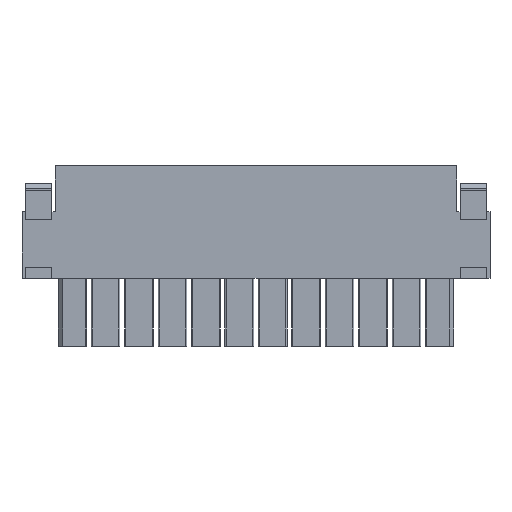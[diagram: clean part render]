
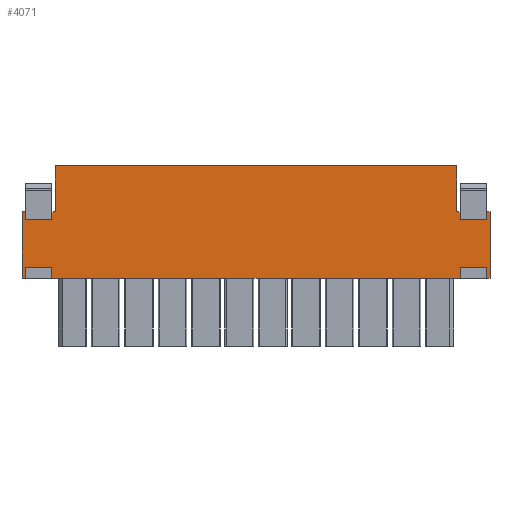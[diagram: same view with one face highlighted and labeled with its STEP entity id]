
A CAD part, front view. The second image highlights one B-rep face of the part: STEP entity #4071.
In plain terms, the highlighted planar face has unit normal (0, -1, 0).
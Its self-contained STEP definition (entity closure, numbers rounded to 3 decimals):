
#3909=AXIS2_PLACEMENT_3D('Plane Axis2P3D',#3906,#3907,#3908) ;
#80=CARTESIAN_POINT('Vertex',(99.845,0.,15.5)) ;
#83=CARTESIAN_POINT('Line Origine',(53.34,0.,15.5)) ;
#87=CARTESIAN_POINT('Vertex',(6.835,0.,15.5)) ;
#2362=CARTESIAN_POINT('Line Origine',(6.835,0.,16.7)) ;
#2366=CARTESIAN_POINT('Vertex',(6.835,0.,17.9)) ;
#2387=CARTESIAN_POINT('Vertex',(6.835,0.,29.)) ;
#2390=CARTESIAN_POINT('Line Origine',(6.835,0.,29.85)) ;
#2394=CARTESIAN_POINT('Vertex',(6.835,0.,30.7)) ;
#3627=CARTESIAN_POINT('Vertex',(7.62,0.,41.15)) ;
#3630=CARTESIAN_POINT('Line Origine',(53.34,0.,41.15)) ;
#3634=CARTESIAN_POINT('Vertex',(99.06,0.,41.15)) ;
#3906=CARTESIAN_POINT('Axis2P3D Location',(7.62,0.,15.5)) ;
#3911=CARTESIAN_POINT('Line Origine',(7.62,0.,35.925)) ;
#3915=CARTESIAN_POINT('Vertex',(7.62,0.,30.7)) ;
#3918=CARTESIAN_POINT('Line Origine',(7.228,0.,30.7)) ;
#3923=CARTESIAN_POINT('Line Origine',(3.81,0.,29.)) ;
#3927=CARTESIAN_POINT('Vertex',(0.785,0.,29.)) ;
#3930=CARTESIAN_POINT('Line Origine',(0.785,0.,29.85)) ;
#3934=CARTESIAN_POINT('Vertex',(0.785,0.,30.7)) ;
#3937=CARTESIAN_POINT('Line Origine',(0.393,0.,30.7)) ;
#3941=CARTESIAN_POINT('Vertex',(0.,0.,30.7)) ;
#3944=CARTESIAN_POINT('Line Origine',(0.,0.,23.1)) ;
#3948=CARTESIAN_POINT('Vertex',(0.,0.,15.5)) ;
#3951=CARTESIAN_POINT('Line Origine',(0.393,0.,15.5)) ;
#3955=CARTESIAN_POINT('Vertex',(0.785,0.,15.5)) ;
#3958=CARTESIAN_POINT('Line Origine',(0.785,0.,16.7)) ;
#3962=CARTESIAN_POINT('Vertex',(0.785,0.,17.9)) ;
#3965=CARTESIAN_POINT('Line Origine',(3.81,0.,17.9)) ;
#3970=CARTESIAN_POINT('Line Origine',(99.845,0.,16.7)) ;
#3974=CARTESIAN_POINT('Vertex',(99.845,0.,17.9)) ;
#3977=CARTESIAN_POINT('Line Origine',(102.87,0.,17.9)) ;
#3981=CARTESIAN_POINT('Vertex',(105.895,0.,17.9)) ;
#3984=CARTESIAN_POINT('Line Origine',(105.895,0.,16.7)) ;
#3988=CARTESIAN_POINT('Vertex',(105.895,0.,15.5)) ;
#3991=CARTESIAN_POINT('Line Origine',(106.288,0.,15.5)) ;
#3995=CARTESIAN_POINT('Vertex',(106.68,0.,15.5)) ;
#3998=CARTESIAN_POINT('Line Origine',(106.68,0.,23.1)) ;
#4002=CARTESIAN_POINT('Vertex',(106.68,0.,30.7)) ;
#4005=CARTESIAN_POINT('Line Origine',(106.288,0.,30.7)) ;
#4009=CARTESIAN_POINT('Vertex',(105.895,0.,30.7)) ;
#4012=CARTESIAN_POINT('Line Origine',(105.895,0.,29.85)) ;
#4016=CARTESIAN_POINT('Vertex',(105.895,0.,29.)) ;
#4019=CARTESIAN_POINT('Line Origine',(102.87,0.,29.)) ;
#4023=CARTESIAN_POINT('Vertex',(99.845,0.,29.)) ;
#4026=CARTESIAN_POINT('Line Origine',(99.845,0.,29.85)) ;
#4030=CARTESIAN_POINT('Vertex',(99.845,0.,30.7)) ;
#4033=CARTESIAN_POINT('Line Origine',(99.453,0.,30.7)) ;
#4037=CARTESIAN_POINT('Vertex',(99.06,0.,30.7)) ;
#4040=CARTESIAN_POINT('Line Origine',(99.06,0.,35.925)) ;
#84=DIRECTION('Vector Direction',(1.,0.,0.)) ;
#2363=DIRECTION('Vector Direction',(0.,0.,1.)) ;
#2391=DIRECTION('Vector Direction',(0.,0.,1.)) ;
#3631=DIRECTION('Vector Direction',(1.,0.,0.)) ;
#3907=DIRECTION('Axis2P3D Direction',(0.,1.,0.)) ;
#3908=DIRECTION('Axis2P3D XDirection',(0.,0.,1.)) ;
#3912=DIRECTION('Vector Direction',(0.,0.,-1.)) ;
#3919=DIRECTION('Vector Direction',(-1.,0.,0.)) ;
#3924=DIRECTION('Vector Direction',(1.,0.,0.)) ;
#3931=DIRECTION('Vector Direction',(0.,0.,-1.)) ;
#3938=DIRECTION('Vector Direction',(1.,0.,0.)) ;
#3945=DIRECTION('Vector Direction',(0.,0.,-1.)) ;
#3952=DIRECTION('Vector Direction',(1.,0.,0.)) ;
#3959=DIRECTION('Vector Direction',(0.,0.,-1.)) ;
#3966=DIRECTION('Vector Direction',(1.,0.,0.)) ;
#3971=DIRECTION('Vector Direction',(0.,0.,1.)) ;
#3978=DIRECTION('Vector Direction',(1.,0.,0.)) ;
#3985=DIRECTION('Vector Direction',(0.,0.,-1.)) ;
#3992=DIRECTION('Vector Direction',(1.,0.,0.)) ;
#3999=DIRECTION('Vector Direction',(0.,0.,-1.)) ;
#4006=DIRECTION('Vector Direction',(1.,0.,0.)) ;
#4013=DIRECTION('Vector Direction',(0.,0.,-1.)) ;
#4020=DIRECTION('Vector Direction',(1.,0.,0.)) ;
#4027=DIRECTION('Vector Direction',(0.,0.,1.)) ;
#4034=DIRECTION('Vector Direction',(1.,0.,0.)) ;
#4041=DIRECTION('Vector Direction',(0.,0.,-1.)) ;
#85=VECTOR('Line Direction',#84,1.) ;
#2364=VECTOR('Line Direction',#2363,1.) ;
#2392=VECTOR('Line Direction',#2391,1.) ;
#3632=VECTOR('Line Direction',#3631,1.) ;
#3913=VECTOR('Line Direction',#3912,1.) ;
#3920=VECTOR('Line Direction',#3919,1.) ;
#3925=VECTOR('Line Direction',#3924,1.) ;
#3932=VECTOR('Line Direction',#3931,1.) ;
#3939=VECTOR('Line Direction',#3938,1.) ;
#3946=VECTOR('Line Direction',#3945,1.) ;
#3953=VECTOR('Line Direction',#3952,1.) ;
#3960=VECTOR('Line Direction',#3959,1.) ;
#3967=VECTOR('Line Direction',#3966,1.) ;
#3972=VECTOR('Line Direction',#3971,1.) ;
#3979=VECTOR('Line Direction',#3978,1.) ;
#3986=VECTOR('Line Direction',#3985,1.) ;
#3993=VECTOR('Line Direction',#3992,1.) ;
#4000=VECTOR('Line Direction',#3999,1.) ;
#4007=VECTOR('Line Direction',#4006,1.) ;
#4014=VECTOR('Line Direction',#4013,1.) ;
#4021=VECTOR('Line Direction',#4020,1.) ;
#4028=VECTOR('Line Direction',#4027,1.) ;
#4035=VECTOR('Line Direction',#4034,1.) ;
#4042=VECTOR('Line Direction',#4041,1.) ;
#4046=ORIENTED_EDGE('',*,*,#3917,.F.) ;
#4047=ORIENTED_EDGE('',*,*,#3922,.T.) ;
#4048=ORIENTED_EDGE('',*,*,#2396,.F.) ;
#4049=ORIENTED_EDGE('',*,*,#3929,.T.) ;
#4050=ORIENTED_EDGE('',*,*,#3936,.T.) ;
#4051=ORIENTED_EDGE('',*,*,#3943,.F.) ;
#4052=ORIENTED_EDGE('',*,*,#3950,.F.) ;
#4053=ORIENTED_EDGE('',*,*,#3957,.T.) ;
#4054=ORIENTED_EDGE('',*,*,#3964,.T.) ;
#4055=ORIENTED_EDGE('',*,*,#3969,.T.) ;
#4056=ORIENTED_EDGE('',*,*,#2368,.F.) ;
#4057=ORIENTED_EDGE('',*,*,#89,.T.) ;
#4058=ORIENTED_EDGE('',*,*,#3976,.T.) ;
#4059=ORIENTED_EDGE('',*,*,#3983,.F.) ;
#4060=ORIENTED_EDGE('',*,*,#3990,.F.) ;
#4061=ORIENTED_EDGE('',*,*,#3997,.F.) ;
#4062=ORIENTED_EDGE('',*,*,#4004,.T.) ;
#4063=ORIENTED_EDGE('',*,*,#4011,.T.) ;
#4064=ORIENTED_EDGE('',*,*,#4018,.F.) ;
#4065=ORIENTED_EDGE('',*,*,#4025,.F.) ;
#4066=ORIENTED_EDGE('',*,*,#4032,.T.) ;
#4067=ORIENTED_EDGE('',*,*,#4039,.F.) ;
#4068=ORIENTED_EDGE('',*,*,#4044,.T.) ;
#4069=ORIENTED_EDGE('',*,*,#3636,.F.) ;
#4071=ADVANCED_FACE('HOUSING',(#4070),#3910,.F.) ;
#89=EDGE_CURVE('',#88,#81,#86,.T.) ;
#2368=EDGE_CURVE('',#88,#2367,#2365,.T.) ;
#2396=EDGE_CURVE('',#2388,#2395,#2393,.T.) ;
#3636=EDGE_CURVE('',#3628,#3635,#3633,.T.) ;
#3917=EDGE_CURVE('',#3916,#3628,#3914,.F.) ;
#3922=EDGE_CURVE('',#3916,#2395,#3921,.T.) ;
#3929=EDGE_CURVE('',#2388,#3928,#3926,.F.) ;
#3936=EDGE_CURVE('',#3928,#3935,#3933,.F.) ;
#3943=EDGE_CURVE('',#3942,#3935,#3940,.T.) ;
#3950=EDGE_CURVE('',#3949,#3942,#3947,.F.) ;
#3957=EDGE_CURVE('',#3949,#3956,#3954,.T.) ;
#3964=EDGE_CURVE('',#3956,#3963,#3961,.F.) ;
#3969=EDGE_CURVE('',#3963,#2367,#3968,.T.) ;
#3976=EDGE_CURVE('',#81,#3975,#3973,.T.) ;
#3983=EDGE_CURVE('',#3982,#3975,#3980,.F.) ;
#3990=EDGE_CURVE('',#3989,#3982,#3987,.F.) ;
#3997=EDGE_CURVE('',#3996,#3989,#3994,.F.) ;
#4004=EDGE_CURVE('',#3996,#4003,#4001,.F.) ;
#4011=EDGE_CURVE('',#4003,#4010,#4008,.F.) ;
#4018=EDGE_CURVE('',#4017,#4010,#4015,.F.) ;
#4025=EDGE_CURVE('',#4024,#4017,#4022,.T.) ;
#4032=EDGE_CURVE('',#4024,#4031,#4029,.T.) ;
#4039=EDGE_CURVE('',#4038,#4031,#4036,.T.) ;
#4044=EDGE_CURVE('',#4038,#3635,#4043,.F.) ;
#4045=EDGE_LOOP('',(#4046,#4047,#4048,#4049,#4050,#4051,#4052,#4053,#4054,#4055,#4056,#4057,#4058,#4059,#4060,#4061,#4062,#4063,#4064,#4065,#4066,#4067,#4068,#4069)) ;
#4070=FACE_OUTER_BOUND('',#4045,.T.) ;
#86=LINE('Line',#83,#85) ;
#2365=LINE('Line',#2362,#2364) ;
#2393=LINE('Line',#2390,#2392) ;
#3633=LINE('Line',#3630,#3632) ;
#3914=LINE('Line',#3911,#3913) ;
#3921=LINE('Line',#3918,#3920) ;
#3926=LINE('Line',#3923,#3925) ;
#3933=LINE('Line',#3930,#3932) ;
#3940=LINE('Line',#3937,#3939) ;
#3947=LINE('Line',#3944,#3946) ;
#3954=LINE('Line',#3951,#3953) ;
#3961=LINE('Line',#3958,#3960) ;
#3968=LINE('Line',#3965,#3967) ;
#3973=LINE('Line',#3970,#3972) ;
#3980=LINE('Line',#3977,#3979) ;
#3987=LINE('Line',#3984,#3986) ;
#3994=LINE('Line',#3991,#3993) ;
#4001=LINE('Line',#3998,#4000) ;
#4008=LINE('Line',#4005,#4007) ;
#4015=LINE('Line',#4012,#4014) ;
#4022=LINE('Line',#4019,#4021) ;
#4029=LINE('Line',#4026,#4028) ;
#4036=LINE('Line',#4033,#4035) ;
#4043=LINE('Line',#4040,#4042) ;
#3910=PLANE('',#3909) ;
#81=VERTEX_POINT('',#80) ;
#88=VERTEX_POINT('',#87) ;
#2367=VERTEX_POINT('',#2366) ;
#2388=VERTEX_POINT('',#2387) ;
#2395=VERTEX_POINT('',#2394) ;
#3628=VERTEX_POINT('',#3627) ;
#3635=VERTEX_POINT('',#3634) ;
#3916=VERTEX_POINT('',#3915) ;
#3928=VERTEX_POINT('',#3927) ;
#3935=VERTEX_POINT('',#3934) ;
#3942=VERTEX_POINT('',#3941) ;
#3949=VERTEX_POINT('',#3948) ;
#3956=VERTEX_POINT('',#3955) ;
#3963=VERTEX_POINT('',#3962) ;
#3975=VERTEX_POINT('',#3974) ;
#3982=VERTEX_POINT('',#3981) ;
#3989=VERTEX_POINT('',#3988) ;
#3996=VERTEX_POINT('',#3995) ;
#4003=VERTEX_POINT('',#4002) ;
#4010=VERTEX_POINT('',#4009) ;
#4017=VERTEX_POINT('',#4016) ;
#4024=VERTEX_POINT('',#4023) ;
#4031=VERTEX_POINT('',#4030) ;
#4038=VERTEX_POINT('',#4037) ;
